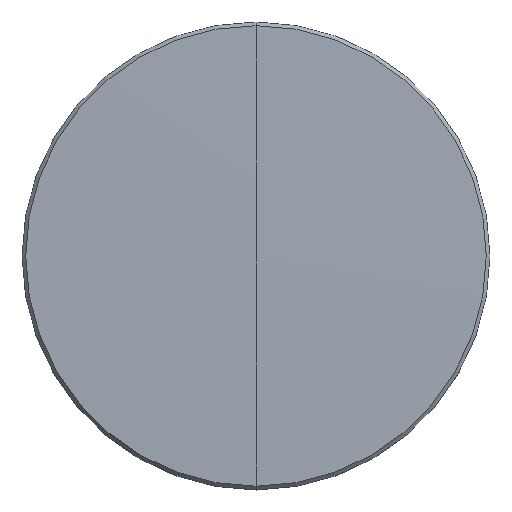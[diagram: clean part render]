
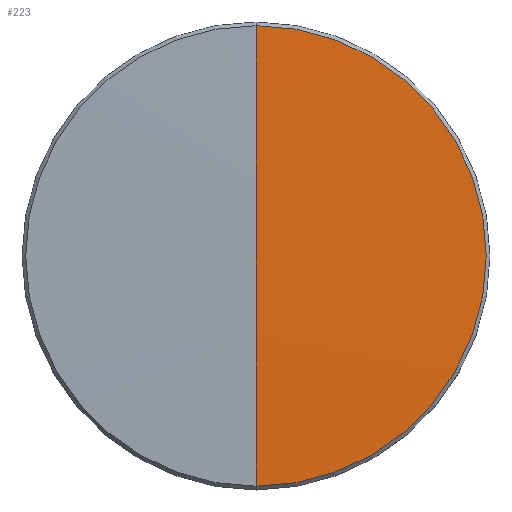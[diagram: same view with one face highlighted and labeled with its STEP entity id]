
A CAD part, top view. The second image highlights one B-rep face of the part: STEP entity #223.
In plain terms, the highlighted spherical face has radius 601.35 mm.
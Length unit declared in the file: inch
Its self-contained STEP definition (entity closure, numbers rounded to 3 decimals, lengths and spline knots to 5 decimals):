
#9 = CARTESIAN_POINT ( 'NONE',  ( 0., 0., -23.59646 ) ) ;
#13 = DIRECTION ( 'NONE',  ( 0., 1., 0. ) ) ;
#18 = CARTESIAN_POINT ( 'NONE',  ( 0., 0., -23.59646 ) ) ;
#21 = CARTESIAN_POINT ( 'NONE',  ( 0., 0.49213, 0.07362 ) ) ;
#37 = CIRCLE ( 'NONE', #94, 23.6752 ) ;
#38 = AXIS2_PLACEMENT_3D ( 'NONE', #9, #201, #294 ) ;
#48 = EDGE_CURVE ( 'NONE', #162, #121, #219, .T. ) ;
#70 = SPHERICAL_SURFACE ( 'NONE', #194, 23.6752 ) ;
#84 = EDGE_CURVE ( 'NONE', #92, #121, #259, .T. ) ;
#92 = VERTEX_POINT ( 'NONE', #125 ) ;
#94 = AXIS2_PLACEMENT_3D ( 'NONE', #18, #130, #244 ) ;
#102 = CARTESIAN_POINT ( 'NONE',  ( 0., 0., -23.59646 ) ) ;
#107 = ORIENTED_EDGE ( 'NONE', *, *, #84, .F. ) ;
#121 = VERTEX_POINT ( 'NONE', #21 ) ;
#124 = DIRECTION ( 'NONE',  ( 0., 0., 1. ) ) ;
#125 = CARTESIAN_POINT ( 'NONE',  ( 0., 0., 0.07874 ) ) ;
#130 = DIRECTION ( 'NONE',  ( 1., 0., 0. ) ) ;
#136 = EDGE_CURVE ( 'NONE', #92, #162, #37, .T. ) ;
#147 = ORIENTED_EDGE ( 'NONE', *, *, #48, .T. ) ;
#162 = VERTEX_POINT ( 'NONE', #236 ) ;
#194 = AXIS2_PLACEMENT_3D ( 'NONE', #102, #231, #13 ) ;
#201 = DIRECTION ( 'NONE',  ( -1., 0., 0. ) ) ;
#219 = CIRCLE ( 'NONE', #295, 0.49213 ) ;
#223 = ADVANCED_FACE ( 'NONE', ( #265 ), #70, .T. ) ;
#225 = EDGE_LOOP ( 'NONE', ( #107, #275, #147 ) ) ;
#231 = DIRECTION ( 'NONE',  ( 1., 0., 0. ) ) ;
#236 = CARTESIAN_POINT ( 'NONE',  ( 0., -0.49213, 0.07362 ) ) ;
#244 = DIRECTION ( 'NONE',  ( 0., 1., 0. ) ) ;
#259 = CIRCLE ( 'NONE', #38, 23.6752 ) ;
#265 = FACE_OUTER_BOUND ( 'NONE', #225, .T. ) ;
#275 = ORIENTED_EDGE ( 'NONE', *, *, #136, .T. ) ;
#276 = CARTESIAN_POINT ( 'NONE',  ( 0., 0., 0.07362 ) ) ;
#292 = DIRECTION ( 'NONE',  ( 0., 1., 0. ) ) ;
#294 = DIRECTION ( 'NONE',  ( 0., 0., 1. ) ) ;
#295 = AXIS2_PLACEMENT_3D ( 'NONE', #276, #124, #292 ) ;
